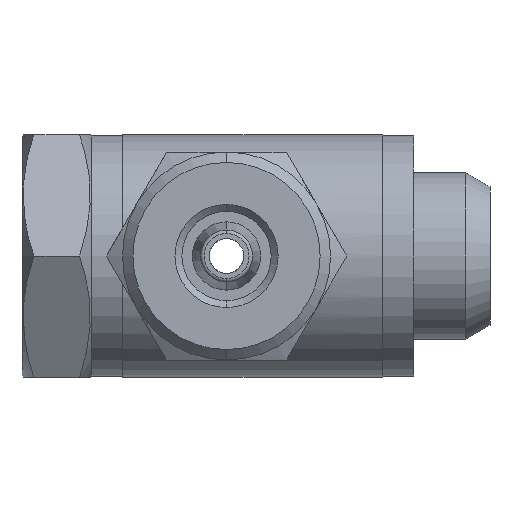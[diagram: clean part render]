
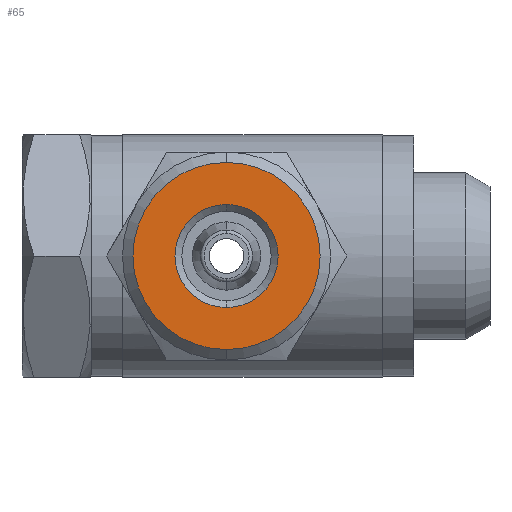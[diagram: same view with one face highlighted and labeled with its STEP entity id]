
A CAD part, left-side view. The second image highlights one B-rep face of the part: STEP entity #65.
In plain terms, the highlighted planar face has unit normal (-1, 0, 0).
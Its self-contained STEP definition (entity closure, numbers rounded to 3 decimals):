
#65 = ADVANCED_FACE ( 'NONE', ( #293, #294 ), #1377, .T. ) ;
#129 = EDGE_CURVE ( 'NONE', #1576, #1560, #1275, .T. ) ;
#135 = EDGE_CURVE ( 'NONE', #1620, #1614, #1229, .T. ) ;
#293 = FACE_BOUND ( 'NONE', #1162, .T. ) ;
#294 = FACE_OUTER_BOUND ( 'NONE', #1167, .T. ) ;
#926 = AXIS2_PLACEMENT_3D ( 'NONE', #1378, #1379, #1380 ) ;
#1162 = EDGE_LOOP ( 'NONE', ( #2081, #2082 ) ) ;
#1167 = EDGE_LOOP ( 'NONE', ( #2084, #2083 ) ) ;
#1229 = CIRCLE ( 'NONE', #1235, 5.4 ) ;
#1233 = AXIS2_PLACEMENT_3D ( 'NONE', #2474, #2475, #2476 ) ;
#1235 = AXIS2_PLACEMENT_3D ( 'NONE', #2490, #2491, #2492 ) ;
#1275 = CIRCLE ( 'NONE', #1233, 2.975 ) ;
#1377 = PLANE ( 'NONE',  #926 ) ;
#1378 = CARTESIAN_POINT ( 'NONE',  ( -23.352, 20.6, 0. ) ) ;
#1379 = DIRECTION ( 'NONE',  ( -1., 0., 0. ) ) ;
#1380 = DIRECTION ( 'NONE',  ( 0., 0., 1. ) ) ;
#1560 = VERTEX_POINT ( 'NONE', #4006 ) ;
#1576 = VERTEX_POINT ( 'NONE', #4022 ) ;
#1614 = VERTEX_POINT ( 'NONE', #4053 ) ;
#1620 = VERTEX_POINT ( 'NONE', #4059 ) ;
#2054 = EDGE_CURVE ( 'NONE', #1614, #1620, #3314, .T. ) ;
#2055 = EDGE_CURVE ( 'NONE', #1560, #1576, #3318, .T. ) ;
#2081 = ORIENTED_EDGE ( 'NONE', *, *, #129, .T. ) ;
#2082 = ORIENTED_EDGE ( 'NONE', *, *, #2055, .T. ) ;
#2083 = ORIENTED_EDGE ( 'NONE', *, *, #2054, .F. ) ;
#2084 = ORIENTED_EDGE ( 'NONE', *, *, #135, .F. ) ;
#2474 = CARTESIAN_POINT ( 'NONE',  ( -23.352, 15.2, 0. ) ) ;
#2475 = DIRECTION ( 'NONE',  ( 1., 0., 0. ) ) ;
#2476 = DIRECTION ( 'NONE',  ( 0., 0., -1. ) ) ;
#2490 = CARTESIAN_POINT ( 'NONE',  ( -23.352, 15.2, 0. ) ) ;
#2491 = DIRECTION ( 'NONE',  ( 1., 0., 0. ) ) ;
#2492 = DIRECTION ( 'NONE',  ( 0., 0., -1. ) ) ;
#3314 = CIRCLE ( 'NONE', #3324, 5.4 ) ;
#3318 = CIRCLE ( 'NONE', #3325, 2.975 ) ;
#3324 = AXIS2_PLACEMENT_3D ( 'NONE', #4290, #4291, #4292 ) ;
#3325 = AXIS2_PLACEMENT_3D ( 'NONE', #4293, #4294, #4295 ) ;
#4006 = CARTESIAN_POINT ( 'NONE',  ( -23.352, 15.2, -2.975 ) ) ;
#4022 = CARTESIAN_POINT ( 'NONE',  ( -23.352, 15.2, 2.975 ) ) ;
#4053 = CARTESIAN_POINT ( 'NONE',  ( -23.352, 15.2, 5.4 ) ) ;
#4059 = CARTESIAN_POINT ( 'NONE',  ( -23.352, 15.2, -5.4 ) ) ;
#4290 = CARTESIAN_POINT ( 'NONE',  ( -23.352, 15.2, 0. ) ) ;
#4291 = DIRECTION ( 'NONE',  ( 1., 0., 0. ) ) ;
#4292 = DIRECTION ( 'NONE',  ( 0., 0., -1. ) ) ;
#4293 = CARTESIAN_POINT ( 'NONE',  ( -23.352, 15.2, 0. ) ) ;
#4294 = DIRECTION ( 'NONE',  ( 1., 0., 0. ) ) ;
#4295 = DIRECTION ( 'NONE',  ( 0., 0., -1. ) ) ;
